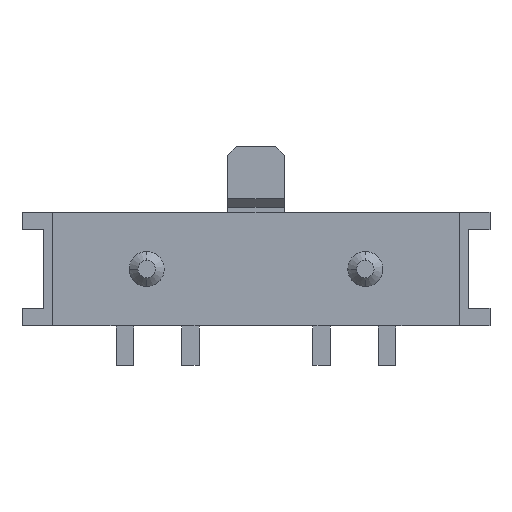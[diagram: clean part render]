
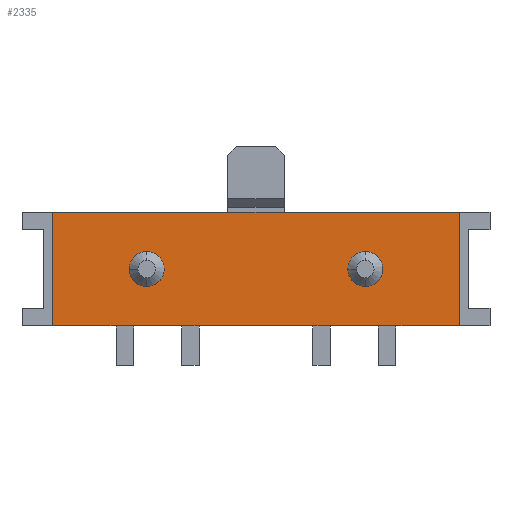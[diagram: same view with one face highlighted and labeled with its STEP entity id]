
A CAD part, front view. The second image highlights one B-rep face of the part: STEP entity #2335.
In plain terms, the highlighted planar face has unit normal (0, -1, 0).
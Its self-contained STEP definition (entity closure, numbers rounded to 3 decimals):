
#192 = DIRECTION ( 'NONE',  ( 1., 0., 0. ) ) ;
#242 = CARTESIAN_POINT ( 'NONE',  ( 0., 0., -1.3 ) ) ;
#251 = VECTOR ( 'NONE', #192, 1000. ) ;
#273 = LINE ( 'NONE', #242, #251 ) ;
#277 = DIRECTION ( 'NONE',  ( 1., 0., 0. ) ) ;
#278 = VECTOR ( 'NONE', #277, 1000. ) ;
#279 = CARTESIAN_POINT ( 'NONE',  ( 0., 0., -1.3 ) ) ;
#280 = LINE ( 'NONE', #279, #278 ) ;
#302 = FACE_BOUND ( 'NONE', #2441, .T. ) ;
#340 = DIRECTION ( 'NONE',  ( 0., -1., 0. ) ) ;
#341 = CARTESIAN_POINT ( 'NONE',  ( -5.35, 0., -2.2 ) ) ;
#347 = CARTESIAN_POINT ( 'NONE',  ( -2.9, 0., 0. ) ) ;
#348 = DIRECTION ( 'NONE',  ( -1., 0., 0. ) ) ;
#349 = DIRECTION ( 'NONE',  ( 0., 1., 0. ) ) ;
#350 = CARTESIAN_POINT ( 'NONE',  ( -2.5, 0., 0. ) ) ;
#351 = AXIS2_PLACEMENT_3D ( 'NONE', #350, #349, #348 ) ;
#352 = CIRCLE ( 'NONE', #351, 0.4 ) ;
#365 = CARTESIAN_POINT ( 'NONE',  ( -2.1, 0., 0. ) ) ;
#379 = FACE_OUTER_BOUND ( 'NONE', #2336, .T. ) ;
#381 = DIRECTION ( 'NONE',  ( 1., 0., 0. ) ) ;
#382 = FACE_BOUND ( 'NONE', #2438, .T. ) ;
#385 = AXIS2_PLACEMENT_3D ( 'NONE', #341, #340, #381 ) ;
#386 = PLANE ( 'NONE',  #385 ) ;
#452 = DIRECTION ( 'NONE',  ( -1., 0., 0. ) ) ;
#453 = DIRECTION ( 'NONE',  ( 0., 1., 0. ) ) ;
#454 = CARTESIAN_POINT ( 'NONE',  ( 2.5, 0., 0. ) ) ;
#455 = AXIS2_PLACEMENT_3D ( 'NONE', #454, #453, #452 ) ;
#456 = CIRCLE ( 'NONE', #455, 0.4 ) ;
#506 = CARTESIAN_POINT ( 'NONE',  ( 2.9, 0., 0. ) ) ;
#507 = CARTESIAN_POINT ( 'NONE',  ( 2.1, 0., 0. ) ) ;
#508 = DIRECTION ( 'NONE',  ( -1., 0., 0. ) ) ;
#509 = DIRECTION ( 'NONE',  ( 0., 1., 0. ) ) ;
#510 = CARTESIAN_POINT ( 'NONE',  ( 2.5, 0., 0. ) ) ;
#511 = AXIS2_PLACEMENT_3D ( 'NONE', #510, #509, #508 ) ;
#512 = CIRCLE ( 'NONE', #511, 0.4 ) ;
#633 = DIRECTION ( 'NONE',  ( -1., 0., 0. ) ) ;
#634 = DIRECTION ( 'NONE',  ( 0., 1., 0. ) ) ;
#635 = CARTESIAN_POINT ( 'NONE',  ( -2.5, 0., 0. ) ) ;
#636 = AXIS2_PLACEMENT_3D ( 'NONE', #635, #634, #633 ) ;
#637 = CIRCLE ( 'NONE', #636, 0.4 ) ;
#689 = DIRECTION ( 'NONE',  ( 1., 0., 0. ) ) ;
#690 = VECTOR ( 'NONE', #689, 1000. ) ;
#691 = CARTESIAN_POINT ( 'NONE',  ( 0., 0., -1.3 ) ) ;
#692 = LINE ( 'NONE', #691, #690 ) ;
#797 = DIRECTION ( 'NONE',  ( -1., 0., 0. ) ) ;
#798 = VECTOR ( 'NONE', #797, 1000. ) ;
#799 = CARTESIAN_POINT ( 'NONE',  ( 0., 0., 1.3 ) ) ;
#800 = LINE ( 'NONE', #799, #798 ) ;
#867 = VERTEX_POINT ( 'NONE', #2506 ) ;
#869 = EDGE_CURVE ( 'NONE', #867, #870, #2505, .T. ) ;
#870 = VERTEX_POINT ( 'NONE', #2501 ) ;
#877 = VERTEX_POINT ( 'NONE', #2490 ) ;
#879 = VERTEX_POINT ( 'NONE', #2489 ) ;
#889 = VERTEX_POINT ( 'NONE', #2596 ) ;
#893 = EDGE_CURVE ( 'NONE', #877, #879, #2772, .T. ) ;
#971 = EDGE_CURVE ( 'NONE', #1235, #991, #2634, .T. ) ;
#991 = VERTEX_POINT ( 'NONE', #2886 ) ;
#1028 = VERTEX_POINT ( 'NONE', #2839 ) ;
#1039 = EDGE_CURVE ( 'NONE', #1028, #1040, #2918, .T. ) ;
#1040 = VERTEX_POINT ( 'NONE', #2914 ) ;
#1044 = VERTEX_POINT ( 'NONE', #2908 ) ;
#1046 = EDGE_CURVE ( 'NONE', #1044, #1047, #2907, .T. ) ;
#1047 = VERTEX_POINT ( 'NONE', #2903 ) ;
#1076 = EDGE_CURVE ( 'NONE', #889, #1415, #3063, .T. ) ;
#1235 = VERTEX_POINT ( 'NONE', #3449 ) ;
#1415 = VERTEX_POINT ( 'NONE', #3812 ) ;
#2064 = EDGE_CURVE ( 'NONE', #1235, #1047, #5484, .T. ) ;
#2071 = EDGE_CURVE ( 'NONE', #877, #1415, #5474, .T. ) ;
#2209 = EDGE_CURVE ( 'NONE', #889, #991, #800, .T. ) ;
#2284 = EDGE_CURVE ( 'NONE', #1028, #870, #273, .T. ) ;
#2293 = EDGE_CURVE ( 'NONE', #1044, #1040, #280, .T. ) ;
#2335 = ADVANCED_FACE ( 'NONE', ( #379, #382, #302 ), #386, .T. ) ;
#2336 = EDGE_LOOP ( 'NONE', ( #2341, #2342, #2343, #2344, #2434, #2435, #2337, #2338, #2339, #2340, #2436, #2437 ) ) ;
#2337 = ORIENTED_EDGE ( 'NONE', *, *, #869, .F. ) ;
#2338 = ORIENTED_EDGE ( 'NONE', *, *, #2586, .T. ) ;
#2339 = ORIENTED_EDGE ( 'NONE', *, *, #893, .F. ) ;
#2340 = ORIENTED_EDGE ( 'NONE', *, *, #2071, .T. ) ;
#2341 = ORIENTED_EDGE ( 'NONE', *, *, #971, .F. ) ;
#2342 = ORIENTED_EDGE ( 'NONE', *, *, #2064, .T. ) ;
#2343 = ORIENTED_EDGE ( 'NONE', *, *, #1046, .F. ) ;
#2344 = ORIENTED_EDGE ( 'NONE', *, *, #2293, .T. ) ;
#2382 = VERTEX_POINT ( 'NONE', #365 ) ;
#2384 = EDGE_CURVE ( 'NONE', #2385, #2382, #352, .T. ) ;
#2385 = VERTEX_POINT ( 'NONE', #347 ) ;
#2434 = ORIENTED_EDGE ( 'NONE', *, *, #1039, .F. ) ;
#2435 = ORIENTED_EDGE ( 'NONE', *, *, #2284, .T. ) ;
#2436 = ORIENTED_EDGE ( 'NONE', *, *, #1076, .F. ) ;
#2437 = ORIENTED_EDGE ( 'NONE', *, *, #2209, .T. ) ;
#2438 = EDGE_LOOP ( 'NONE', ( #2439, #2440 ) ) ;
#2439 = ORIENTED_EDGE ( 'NONE', *, *, #2384, .T. ) ;
#2440 = ORIENTED_EDGE ( 'NONE', *, *, #2543, .T. ) ;
#2441 = EDGE_LOOP ( 'NONE', ( #2442, #2446 ) ) ;
#2442 = ORIENTED_EDGE ( 'NONE', *, *, #2443, .T. ) ;
#2443 = EDGE_CURVE ( 'NONE', #2444, #2445, #512, .T. ) ;
#2444 = VERTEX_POINT ( 'NONE', #507 ) ;
#2445 = VERTEX_POINT ( 'NONE', #506 ) ;
#2446 = ORIENTED_EDGE ( 'NONE', *, *, #2447, .T. ) ;
#2447 = EDGE_CURVE ( 'NONE', #2445, #2444, #456, .T. ) ;
#2489 = CARTESIAN_POINT ( 'NONE',  ( 2.8, 0., -1.3 ) ) ;
#2490 = CARTESIAN_POINT ( 'NONE',  ( 3.2, 0., -1.3 ) ) ;
#2501 = CARTESIAN_POINT ( 'NONE',  ( 1.3, 0., -1.3 ) ) ;
#2502 = DIRECTION ( 'NONE',  ( -1., 0., 0. ) ) ;
#2503 = VECTOR ( 'NONE', #2502, 1000. ) ;
#2504 = CARTESIAN_POINT ( 'NONE',  ( -5.35, 0., -1.3 ) ) ;
#2505 = LINE ( 'NONE', #2504, #2503 ) ;
#2506 = CARTESIAN_POINT ( 'NONE',  ( 1.7, 0., -1.3 ) ) ;
#2543 = EDGE_CURVE ( 'NONE', #2382, #2385, #637, .T. ) ;
#2586 = EDGE_CURVE ( 'NONE', #867, #879, #692, .T. ) ;
#2596 = CARTESIAN_POINT ( 'NONE',  ( 4.65, 0., 1.3 ) ) ;
#2631 = DIRECTION ( 'NONE',  ( 0., 0., 1. ) ) ;
#2632 = VECTOR ( 'NONE', #2631, 1000. ) ;
#2633 = CARTESIAN_POINT ( 'NONE',  ( -4.65, 0., -2.2 ) ) ;
#2634 = LINE ( 'NONE', #2633, #2632 ) ;
#2769 = DIRECTION ( 'NONE',  ( -1., 0., 0. ) ) ;
#2770 = VECTOR ( 'NONE', #2769, 1000. ) ;
#2771 = CARTESIAN_POINT ( 'NONE',  ( -5.35, 0., -1.3 ) ) ;
#2772 = LINE ( 'NONE', #2771, #2770 ) ;
#2839 = CARTESIAN_POINT ( 'NONE',  ( -1.3, 0., -1.3 ) ) ;
#2886 = CARTESIAN_POINT ( 'NONE',  ( -4.65, 0., 1.3 ) ) ;
#2903 = CARTESIAN_POINT ( 'NONE',  ( -3.2, 0., -1.3 ) ) ;
#2904 = DIRECTION ( 'NONE',  ( -1., 0., 0. ) ) ;
#2905 = VECTOR ( 'NONE', #2904, 1000. ) ;
#2906 = CARTESIAN_POINT ( 'NONE',  ( -5.35, 0., -1.3 ) ) ;
#2907 = LINE ( 'NONE', #2906, #2905 ) ;
#2908 = CARTESIAN_POINT ( 'NONE',  ( -2.8, 0., -1.3 ) ) ;
#2914 = CARTESIAN_POINT ( 'NONE',  ( -1.7, 0., -1.3 ) ) ;
#2915 = DIRECTION ( 'NONE',  ( -1., 0., 0. ) ) ;
#2916 = VECTOR ( 'NONE', #2915, 1000. ) ;
#2917 = CARTESIAN_POINT ( 'NONE',  ( -5.35, 0., -1.3 ) ) ;
#2918 = LINE ( 'NONE', #2917, #2916 ) ;
#3060 = DIRECTION ( 'NONE',  ( 0., 0., -1. ) ) ;
#3061 = VECTOR ( 'NONE', #3060, 1000. ) ;
#3062 = CARTESIAN_POINT ( 'NONE',  ( 4.65, 0., -2.2 ) ) ;
#3063 = LINE ( 'NONE', #3062, #3061 ) ;
#3449 = CARTESIAN_POINT ( 'NONE',  ( -4.65, 0., -1.3 ) ) ;
#3812 = CARTESIAN_POINT ( 'NONE',  ( 4.65, 0., -1.3 ) ) ;
#5471 = DIRECTION ( 'NONE',  ( 1., 0., 0. ) ) ;
#5472 = VECTOR ( 'NONE', #5471, 1000. ) ;
#5473 = CARTESIAN_POINT ( 'NONE',  ( 0., 0., -1.3 ) ) ;
#5474 = LINE ( 'NONE', #5473, #5472 ) ;
#5481 = DIRECTION ( 'NONE',  ( 1., 0., 0. ) ) ;
#5482 = VECTOR ( 'NONE', #5481, 1000. ) ;
#5483 = CARTESIAN_POINT ( 'NONE',  ( 0., 0., -1.3 ) ) ;
#5484 = LINE ( 'NONE', #5483, #5482 ) ;
